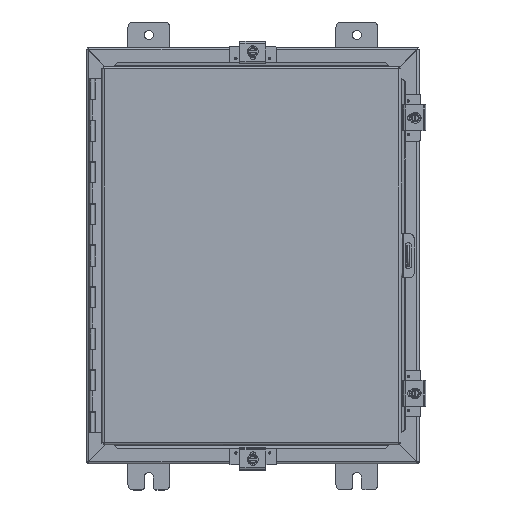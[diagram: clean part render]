
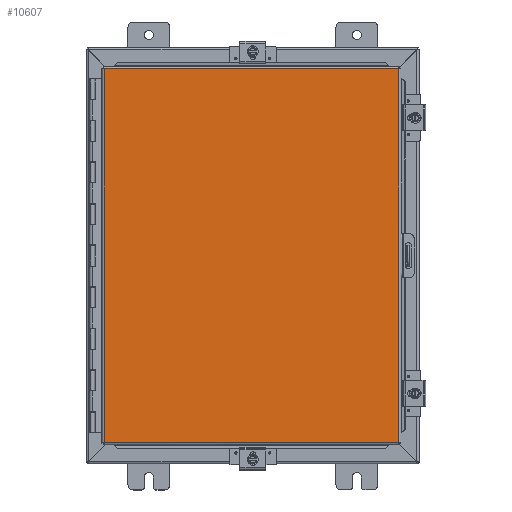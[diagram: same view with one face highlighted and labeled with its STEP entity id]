
A CAD part, top view. The second image highlights one B-rep face of the part: STEP entity #10607.
In plain terms, the highlighted face is planar.
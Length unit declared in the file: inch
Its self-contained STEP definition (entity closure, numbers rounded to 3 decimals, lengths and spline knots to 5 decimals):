
#1258 = LINE ( 'NONE', #15973, #24080 ) ;
#2931 = CARTESIAN_POINT ( 'NONE',  ( -7.08225, 8.9885, 0. ) ) ;
#2974 = ORIENTED_EDGE ( 'NONE', *, *, #9199, .T. ) ;
#3198 = ORIENTED_EDGE ( 'NONE', *, *, #7622, .T. ) ;
#3603 = FACE_OUTER_BOUND ( 'NONE', #22929, .T. ) ;
#3737 = CARTESIAN_POINT ( 'NONE',  ( 7.08225, -8.9885, 0. ) ) ;
#5448 = LINE ( 'NONE', #8399, #10421 ) ;
#5648 = DIRECTION ( 'NONE',  ( -1., 0., 0. ) ) ;
#6408 = DIRECTION ( 'NONE',  ( 1., 0., 0. ) ) ;
#6454 = DIRECTION ( 'NONE',  ( 0., 0., 1. ) ) ;
#6503 = CARTESIAN_POINT ( 'NONE',  ( 0., 0., 0. ) ) ;
#6572 = EDGE_CURVE ( 'NONE', #17829, #32019, #11918, .T. ) ;
#7622 = EDGE_CURVE ( 'NONE', #19243, #38200, #14671, .T. ) ;
#8399 = CARTESIAN_POINT ( 'NONE',  ( 7.08225, 8.9885, 0. ) ) ;
#8520 = PLANE ( 'NONE',  #22758 ) ;
#9199 = EDGE_CURVE ( 'NONE', #32019, #19243, #1258, .T. ) ;
#9514 = EDGE_CURVE ( 'NONE', #38200, #17829, #5448, .T. ) ;
#10421 = VECTOR ( 'NONE', #18468, 39.37008 ) ;
#10607 = ADVANCED_FACE ( 'NONE', ( #3603 ), #8520, .F. ) ;
#11918 = LINE ( 'NONE', #3737, #20861 ) ;
#12716 = VECTOR ( 'NONE', #32123, 39.37008 ) ;
#14027 = ORIENTED_EDGE ( 'NONE', *, *, #6572, .T. ) ;
#14671 = LINE ( 'NONE', #2931, #12716 ) ;
#15973 = CARTESIAN_POINT ( 'NONE',  ( -7.08225, -8.9885, 0. ) ) ;
#16355 = DIRECTION ( 'NONE',  ( 0., 1., 0. ) ) ;
#17829 = VERTEX_POINT ( 'NONE', #31440 ) ;
#18468 = DIRECTION ( 'NONE',  ( 0., -1., 0. ) ) ;
#19243 = VERTEX_POINT ( 'NONE', #25888 ) ;
#20861 = VECTOR ( 'NONE', #5648, 39.37008 ) ;
#22758 = AXIS2_PLACEMENT_3D ( 'NONE', #6503, #6454, #6408 ) ;
#22929 = EDGE_LOOP ( 'NONE', ( #2974, #3198, #23025, #14027 ) ) ;
#23025 = ORIENTED_EDGE ( 'NONE', *, *, #9514, .T. ) ;
#23186 = CARTESIAN_POINT ( 'NONE',  ( 7.08225, 8.9885, 0. ) ) ;
#24080 = VECTOR ( 'NONE', #16355, 39.37008 ) ;
#25888 = CARTESIAN_POINT ( 'NONE',  ( -7.08225, 8.9885, 0. ) ) ;
#26997 = CARTESIAN_POINT ( 'NONE',  ( -7.08225, -8.9885, 0. ) ) ;
#31440 = CARTESIAN_POINT ( 'NONE',  ( 7.08225, -8.9885, 0. ) ) ;
#32019 = VERTEX_POINT ( 'NONE', #26997 ) ;
#32123 = DIRECTION ( 'NONE',  ( 1., 0., 0. ) ) ;
#38200 = VERTEX_POINT ( 'NONE', #23186 ) ;
